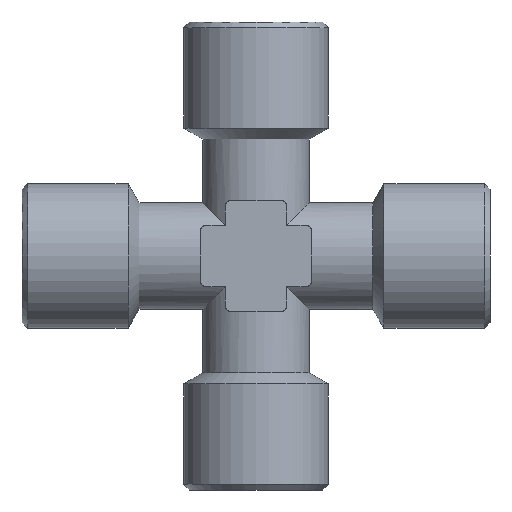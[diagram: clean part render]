
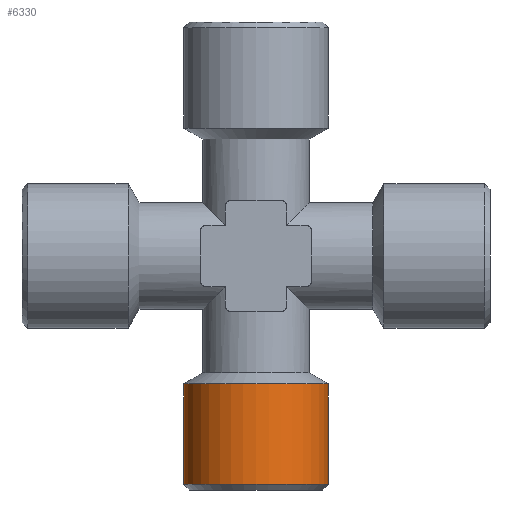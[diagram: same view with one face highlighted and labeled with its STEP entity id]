
A CAD part, front view. The second image highlights one B-rep face of the part: STEP entity #6330.
In plain terms, the highlighted cylindrical face has radius 6.5 mm (diameter 13 mm), a full revolution.
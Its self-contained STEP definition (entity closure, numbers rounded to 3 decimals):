
#1810=CYLINDRICAL_SURFACE('',#6159,6.5);
#1862=ORIENTED_EDGE('',*,*,#2350,.F.);
#1863=ORIENTED_EDGE('',*,*,#2351,.T.);
#2180=CIRCLE('',#6158,6.5);
#2181=CIRCLE('',#6160,6.5);
#2236=VERTEX_POINT('',#3110);
#2237=VERTEX_POINT('',#3113);
#2350=EDGE_CURVE('',#2236,#2236,#2180,.T.);
#2351=EDGE_CURVE('',#2237,#2237,#2181,.T.);
#2512=EDGE_LOOP('',(#1862));
#2513=EDGE_LOOP('',(#1863));
#2626=FACE_BOUND('',#2512,.T.);
#2627=FACE_BOUND('',#2513,.T.);
#2744=DIRECTION('',(0.,-1.,0.));
#2745=DIRECTION('',(0.,0.,6.5));
#2746=DIRECTION('',(0.,1.,0.));
#2747=DIRECTION('',(1.,0.,0.));
#2748=DIRECTION('',(0.,-1.,0.));
#2749=DIRECTION('',(0.,0.,6.5));
#3110=CARTESIAN_POINT('',(34.975,3.39,6.5));
#3111=CARTESIAN_POINT('',(34.975,3.39,0.));
#3112=CARTESIAN_POINT('',(34.975,3.39,0.));
#3113=CARTESIAN_POINT('',(34.975,12.408,6.5));
#3114=CARTESIAN_POINT('',(34.975,12.408,0.));
#6158=AXIS2_PLACEMENT_3D('',#3111,#2744,#2745);
#6159=AXIS2_PLACEMENT_3D('',#3112,#2746,#2747);
#6160=AXIS2_PLACEMENT_3D('',#3114,#2748,#2749);
#6330=ADVANCED_FACE('',(#2626,#2627),#1810,.T.);
